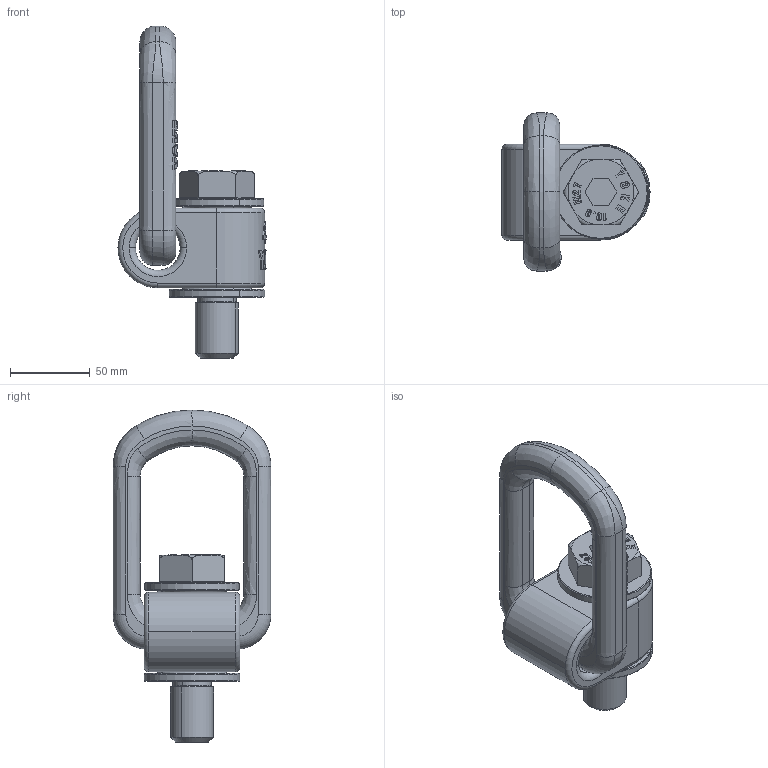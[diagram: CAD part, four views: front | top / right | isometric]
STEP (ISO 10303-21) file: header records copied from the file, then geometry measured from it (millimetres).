
FILE_DESCRIPTION(('CATIA V5 STEP Exchange'),'2;1');
FILE_NAME('8-211-042.stp','2013-10-02T07:10:10+00:00',('none'),('none'),'CATIA Version 5 Release 18 SP 8 (IN-10)','CATIA V5 STEP AP203','none');
FILE_SCHEMA(('CONFIG_CONTROL_DESIGN'));
Length unit declared in the file: millimetre
Products named in the file (1): 8-211-042
Assembly tree (4 placements, depth 2):
  8-211-042
    #56
    #711
    #14965
    #24012
Bounding box: 92.8 x 99 x 208.15 mm (x, y, z)
Volume: 413615.7 mm3; surface area: 90188.3 mm2
Topology: 4 solids, 4 shells, 1022 faces, 2891 edges, 1904 vertices
Faces by surface type: plane 885, cylinder 49, bspline 42, torus 30, cone 16
Entity records: 39345 total; most frequent: CARTESIAN_POINT 15058, ORIENTED_EDGE 5782, DIRECTION 3765, EDGE_CURVE 2891, VERTEX_POINT 1904, VECTOR 1785, LINE 1785, AXIS2_PLACEMENT_3D 1078
